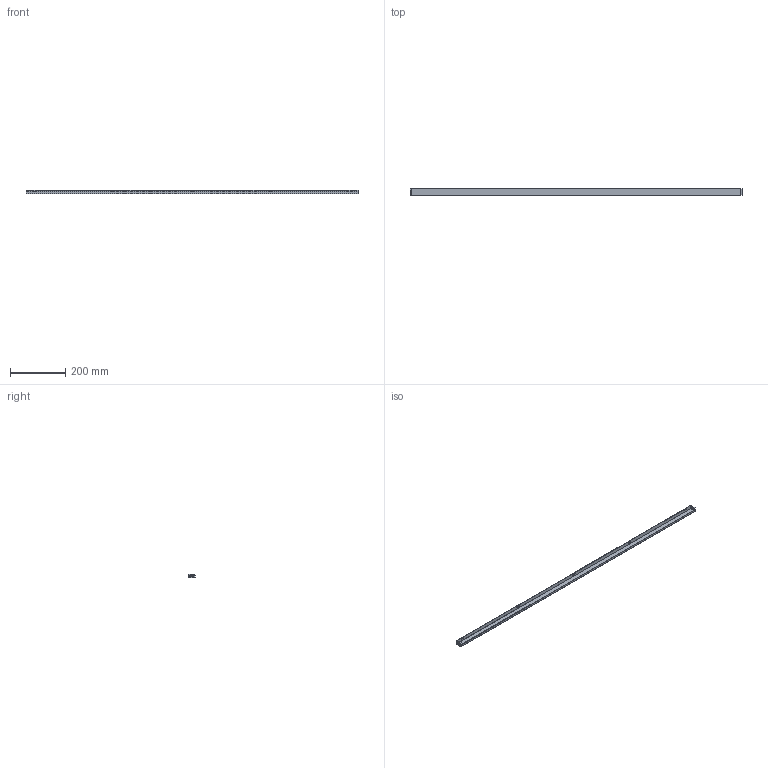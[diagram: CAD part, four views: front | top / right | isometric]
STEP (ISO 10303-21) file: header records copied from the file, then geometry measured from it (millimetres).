
FILE_DESCRIPTION(/* description */ (''),/* implementation_level */ '2;1');
FILE_NAME(/* name */ '5f1d48036106991662cf2fc2',/* time_stamp */ '2020-07-26T09:08:20+00:00',/* author */ (''),/* organization */ (''),/* preprocessor_version */ 'ST-DEVELOPER v16.7',/* originating_system */ $,/* authorisation */ $);
FILE_SCHEMA (('AUTOMOTIVE_DESIGN {1 0 10303 214 3 1 1}'));
Length unit declared in the file: metre
Products named in the file (1): crossbeam-back
Bounding box: 1200 x 25 x 14 mm (x, y, z)
Volume: 79440 mm3; surface area: 108510.6 mm2
Topology: 1 solids, 1 shells, 64 faces, 188 edges, 126 vertices
Faces by surface type: plane 48, cylinder 16
Full cylindrical faces by diameter (mm): 3.3 x2, 5.5 x2
Entity records: 2128 total; most frequent: CARTESIAN_POINT 371, ORIENTED_EDGE 364, DIRECTION 344, EDGE_CURVE 182, LINE 150, VECTOR 150, VERTEX_POINT 124, AXIS2_PLACEMENT_3D 97
